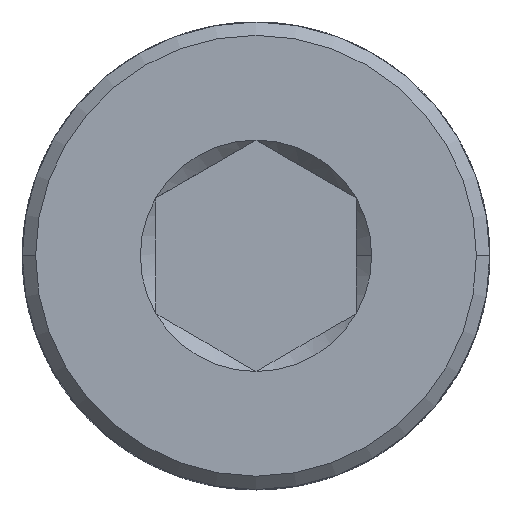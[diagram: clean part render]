
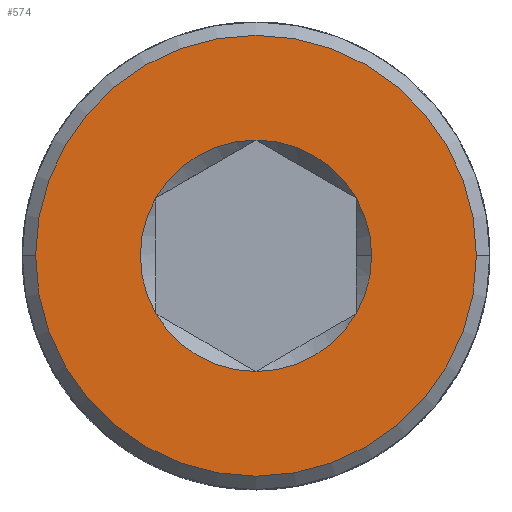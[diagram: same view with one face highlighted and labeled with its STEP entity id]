
A CAD part, top view. The second image highlights one B-rep face of the part: STEP entity #574.
In plain terms, the highlighted planar face has unit normal (0, 0, 1).
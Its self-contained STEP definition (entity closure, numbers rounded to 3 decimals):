
#459 = EDGE_CURVE ( 'NONE', #14649, #4206, #8556, .T. ) ;
#566 = CARTESIAN_POINT ( 'NONE',  ( 0., -1.732, 9. ) ) ;
#574 = ADVANCED_FACE ( 'NONE', ( #14958, #5516 ), #4334, .T. ) ;
#624 = ORIENTED_EDGE ( 'NONE', *, *, #654, .F. ) ;
#654 = EDGE_CURVE ( 'NONE', #11170, #2472, #9045, .T. ) ;
#718 = VERTEX_POINT ( 'NONE', #11323 ) ;
#979 = CARTESIAN_POINT ( 'NONE',  ( 0., 0., 9. ) ) ;
#1019 = CARTESIAN_POINT ( 'NONE',  ( 0., 1.732, 9. ) ) ;
#1050 = DIRECTION ( 'NONE',  ( 1., 0., 0. ) ) ;
#1128 = ORIENTED_EDGE ( 'NONE', *, *, #10801, .F. ) ;
#1196 = EDGE_LOOP ( 'NONE', ( #2213, #9316, #4954, #1128, #14581, #7804, #624 ) ) ;
#1785 = DIRECTION ( 'NONE',  ( -1., 0., 0. ) ) ;
#1811 = AXIS2_PLACEMENT_3D ( 'NONE', #4975, #11211, #7622 ) ;
#1949 = DIRECTION ( 'NONE',  ( 0., 0., -1. ) ) ;
#2130 = CIRCLE ( 'NONE', #9867, 1.732 ) ;
#2146 = DIRECTION ( 'NONE',  ( 0., 0., 1. ) ) ;
#2213 = ORIENTED_EDGE ( 'NONE', *, *, #6659, .F. ) ;
#2301 = AXIS2_PLACEMENT_3D ( 'NONE', #979, #10585, #1050 ) ;
#2472 = VERTEX_POINT ( 'NONE', #13669 ) ;
#2515 = CIRCLE ( 'NONE', #6505, 1.732 ) ;
#3973 = VERTEX_POINT ( 'NONE', #5358 ) ;
#4185 = CARTESIAN_POINT ( 'NONE',  ( 1.5, -0.866, 9. ) ) ;
#4206 = VERTEX_POINT ( 'NONE', #8176 ) ;
#4245 = DIRECTION ( 'NONE',  ( 0., 0., 1. ) ) ;
#4334 = PLANE ( 'NONE',  #8065 ) ;
#4749 = EDGE_CURVE ( 'NONE', #2472, #11304, #7092, .T. ) ;
#4785 = DIRECTION ( 'NONE',  ( 1., 0., 0. ) ) ;
#4809 = CARTESIAN_POINT ( 'NONE',  ( 0., 0., 9. ) ) ;
#4863 = DIRECTION ( 'NONE',  ( 0., 0., 1. ) ) ;
#4954 = ORIENTED_EDGE ( 'NONE', *, *, #459, .F. ) ;
#4975 = CARTESIAN_POINT ( 'NONE',  ( 0., 0., 9. ) ) ;
#5048 = VERTEX_POINT ( 'NONE', #566 ) ;
#5192 = AXIS2_PLACEMENT_3D ( 'NONE', #7814, #1949, #1785 ) ;
#5358 = CARTESIAN_POINT ( 'NONE',  ( 1.5, 0.866, 9. ) ) ;
#5516 = FACE_OUTER_BOUND ( 'NONE', #11836, .T. ) ;
#5596 = DIRECTION ( 'NONE',  ( 1., 0., 0. ) ) ;
#5735 = DIRECTION ( 'NONE',  ( 0., 0., 1. ) ) ;
#5924 = AXIS2_PLACEMENT_3D ( 'NONE', #9759, #6090, #10858 ) ;
#6090 = DIRECTION ( 'NONE',  ( 0., 0., 1. ) ) ;
#6505 = AXIS2_PLACEMENT_3D ( 'NONE', #4809, #13159, #14484 ) ;
#6659 = EDGE_CURVE ( 'NONE', #3973, #11170, #2515, .T. ) ;
#7070 = EDGE_CURVE ( 'NONE', #11304, #5048, #2130, .T. ) ;
#7092 = CIRCLE ( 'NONE', #8349, 1.732 ) ;
#7622 = DIRECTION ( 'NONE',  ( 1., 0., 0. ) ) ;
#7650 = CIRCLE ( 'NONE', #8899, 1.732 ) ;
#7804 = ORIENTED_EDGE ( 'NONE', *, *, #4749, .F. ) ;
#7814 = CARTESIAN_POINT ( 'NONE',  ( 0., 0., 9. ) ) ;
#8065 = AXIS2_PLACEMENT_3D ( 'NONE', #10274, #4245, #9024 ) ;
#8143 = EDGE_CURVE ( 'NONE', #718, #15251, #15132, .T. ) ;
#8176 = CARTESIAN_POINT ( 'NONE',  ( 1.732, 0., 9. ) ) ;
#8349 = AXIS2_PLACEMENT_3D ( 'NONE', #12850, #2146, #5596 ) ;
#8386 = CARTESIAN_POINT ( 'NONE',  ( 0., 0., 9. ) ) ;
#8556 = CIRCLE ( 'NONE', #1811, 1.732 ) ;
#8899 = AXIS2_PLACEMENT_3D ( 'NONE', #12911, #5735, #10495 ) ;
#8937 = CIRCLE ( 'NONE', #5192, 3.3 ) ;
#9024 = DIRECTION ( 'NONE',  ( 1., 0., 0. ) ) ;
#9045 = CIRCLE ( 'NONE', #2301, 1.732 ) ;
#9316 = ORIENTED_EDGE ( 'NONE', *, *, #11373, .F. ) ;
#9330 = CARTESIAN_POINT ( 'NONE',  ( 0., 0., 9. ) ) ;
#9634 = CARTESIAN_POINT ( 'NONE',  ( -3.3, 0., 9. ) ) ;
#9759 = CARTESIAN_POINT ( 'NONE',  ( 0., 0., 9. ) ) ;
#9867 = AXIS2_PLACEMENT_3D ( 'NONE', #8386, #4863, #4785 ) ;
#10274 = CARTESIAN_POINT ( 'NONE',  ( 0., 3.3, 9. ) ) ;
#10495 = DIRECTION ( 'NONE',  ( 1., 0., 0. ) ) ;
#10585 = DIRECTION ( 'NONE',  ( 0., 0., 1. ) ) ;
#10628 = CARTESIAN_POINT ( 'NONE',  ( -1.5, -0.866, 9. ) ) ;
#10801 = EDGE_CURVE ( 'NONE', #5048, #14649, #7650, .T. ) ;
#10858 = DIRECTION ( 'NONE',  ( 1., 0., 0. ) ) ;
#11170 = VERTEX_POINT ( 'NONE', #1019 ) ;
#11211 = DIRECTION ( 'NONE',  ( 0., 0., 1. ) ) ;
#11304 = VERTEX_POINT ( 'NONE', #10628 ) ;
#11323 = CARTESIAN_POINT ( 'NONE',  ( 3.3, 0., 9. ) ) ;
#11373 = EDGE_CURVE ( 'NONE', #4206, #3973, #14645, .T. ) ;
#11393 = AXIS2_PLACEMENT_3D ( 'NONE', #9330, #11599, #13930 ) ;
#11599 = DIRECTION ( 'NONE',  ( 0., 0., -1. ) ) ;
#11836 = EDGE_LOOP ( 'NONE', ( #14733, #14481 ) ) ;
#12379 = EDGE_CURVE ( 'NONE', #15251, #718, #8937, .T. ) ;
#12850 = CARTESIAN_POINT ( 'NONE',  ( 0., 0., 9. ) ) ;
#12911 = CARTESIAN_POINT ( 'NONE',  ( 0., 0., 9. ) ) ;
#13159 = DIRECTION ( 'NONE',  ( 0., 0., 1. ) ) ;
#13669 = CARTESIAN_POINT ( 'NONE',  ( -1.5, 0.866, 9. ) ) ;
#13930 = DIRECTION ( 'NONE',  ( -1., 0., 0. ) ) ;
#14481 = ORIENTED_EDGE ( 'NONE', *, *, #8143, .F. ) ;
#14484 = DIRECTION ( 'NONE',  ( 1., 0., 0. ) ) ;
#14581 = ORIENTED_EDGE ( 'NONE', *, *, #7070, .F. ) ;
#14645 = CIRCLE ( 'NONE', #5924, 1.732 ) ;
#14649 = VERTEX_POINT ( 'NONE', #4185 ) ;
#14733 = ORIENTED_EDGE ( 'NONE', *, *, #12379, .F. ) ;
#14958 = FACE_BOUND ( 'NONE', #1196, .T. ) ;
#15132 = CIRCLE ( 'NONE', #11393, 3.3 ) ;
#15251 = VERTEX_POINT ( 'NONE', #9634 ) ;
